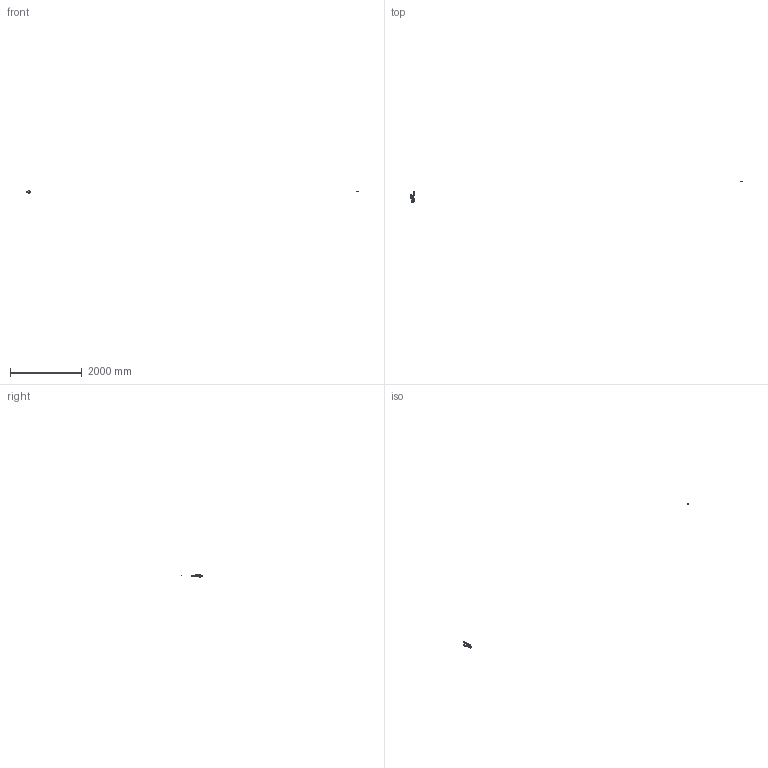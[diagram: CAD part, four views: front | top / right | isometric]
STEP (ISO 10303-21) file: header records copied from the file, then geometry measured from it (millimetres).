
FILE_DESCRIPTION (( 'STEP AP203' ), '1' );
FILE_NAME ('CH-72430B.STEP', '2012-10-06T08:51:32', ( '微软用户' ), ( '微软中国' ), 'SwSTEP 2.0', 'SolidWorks 2010', '' );
FILE_SCHEMA (( 'CONFIG_CONTROL_DESIGN' ));
Length unit declared in the file: millimetre
Products named in the file (12): CH-72430B-01; 72425-03; CH-72430B-02; CH-72430B; 72425-07; M12; 72425-09; 72425-10; 72425-04; 72425-11; 72425-06; 72425-08
Assembly tree (20 placements, depth 2):
  CH-72430B
    72425-06  x8
    CH-72430B-01
    72425-09
    72425-04
    72425-07
    72425-08  x2
    M12
    72425-10
    72425-11
    CH-72430B-02
    72425-03  x2
Bounding box: 9241.33 x 607.8 x 68.5 mm (x, y, z)
Volume: 520521.9 mm3; surface area: 166017.4 mm2
Topology: 42 solids, 42 shells, 5273 faces, 14845 edges, 9854 vertices
Faces by surface type: plane 3067, cylinder 1891, bspline 206, cone 109
Entity records: 97053 total; most frequent: CARTESIAN_POINT 36387, ORIENTED_EDGE 12796, DIRECTION 11770, EDGE_CURVE 6398, VERTEX_POINT 4238, VECTOR 4162, LINE 4162, AXIS2_PLACEMENT_3D 3804
